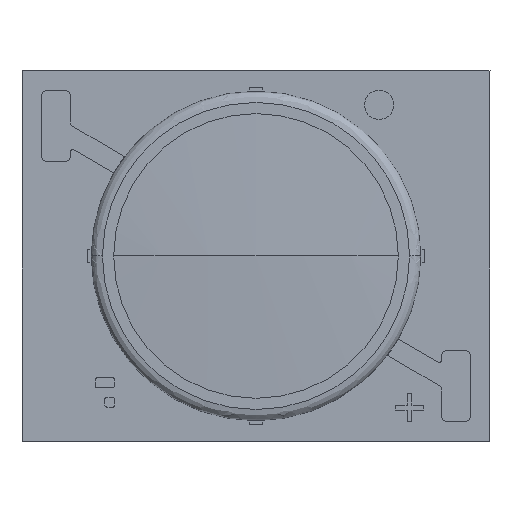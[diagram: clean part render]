
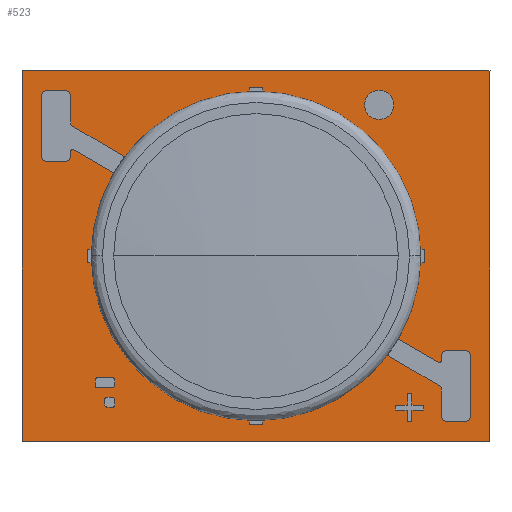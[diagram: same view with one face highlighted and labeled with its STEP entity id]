
A CAD part, top view. The second image highlights one B-rep face of the part: STEP entity #523.
In plain terms, the highlighted planar face has unit normal (0, 0, 1).
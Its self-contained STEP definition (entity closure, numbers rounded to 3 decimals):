
#52 = DIRECTION ( 'NONE',  ( 1., 0., 0. ) ) ;
#112 = FACE_OUTER_BOUND ( 'NONE', #1340, .T. ) ;
#143 = EDGE_CURVE ( 'NONE', #2519, #686, #3150, .T. ) ;
#297 = CARTESIAN_POINT ( 'NONE',  ( -12., 9.5, 1. ) ) ;
#333 = DIRECTION ( 'NONE',  ( 0., -1., 0. ) ) ;
#413 = VERTEX_POINT ( 'NONE', #1439 ) ;
#523 = ADVANCED_FACE ( 'NONE', ( #112 ), #1240, .T. ) ;
#670 = DIRECTION ( 'NONE',  ( 0., 0., 1. ) ) ;
#686 = VERTEX_POINT ( 'NONE', #297 ) ;
#702 = DIRECTION ( 'NONE',  ( 1., 0., 0. ) ) ;
#710 = VECTOR ( 'NONE', #52, 1000. ) ;
#1040 = LINE ( 'NONE', #1386, #1077 ) ;
#1077 = VECTOR ( 'NONE', #333, 1000. ) ;
#1115 = VECTOR ( 'NONE', #1279, 1000. ) ;
#1222 = EDGE_CURVE ( 'NONE', #2257, #2519, #2464, .T. ) ;
#1240 = PLANE ( 'NONE',  #2077 ) ;
#1279 = DIRECTION ( 'NONE',  ( -1., 0., 0. ) ) ;
#1292 = EDGE_CURVE ( 'NONE', #686, #413, #1040, .T. ) ;
#1332 = DIRECTION ( 'NONE',  ( 0., 1., 0. ) ) ;
#1340 = EDGE_LOOP ( 'NONE', ( #1765, #2332, #2778, #1763 ) ) ;
#1356 = EDGE_CURVE ( 'NONE', #413, #2257, #1869, .T. ) ;
#1386 = CARTESIAN_POINT ( 'NONE',  ( -12., 9.5, 1. ) ) ;
#1439 = CARTESIAN_POINT ( 'NONE',  ( -12., -9.5, 1. ) ) ;
#1624 = CARTESIAN_POINT ( 'NONE',  ( 12., -9.5, 1. ) ) ;
#1701 = VECTOR ( 'NONE', #1332, 1000. ) ;
#1763 = ORIENTED_EDGE ( 'NONE', *, *, #143, .T. ) ;
#1765 = ORIENTED_EDGE ( 'NONE', *, *, #1292, .T. ) ;
#1767 = CARTESIAN_POINT ( 'NONE',  ( 12., 9.5, 1. ) ) ;
#1775 = CARTESIAN_POINT ( 'NONE',  ( 12., 9.5, 1. ) ) ;
#1869 = LINE ( 'NONE', #2159, #710 ) ;
#2077 = AXIS2_PLACEMENT_3D ( 'NONE', #3033, #670, #702 ) ;
#2159 = CARTESIAN_POINT ( 'NONE',  ( -12., -9.5, 1. ) ) ;
#2257 = VERTEX_POINT ( 'NONE', #1624 ) ;
#2332 = ORIENTED_EDGE ( 'NONE', *, *, #1356, .T. ) ;
#2464 = LINE ( 'NONE', #3149, #1701 ) ;
#2519 = VERTEX_POINT ( 'NONE', #1775 ) ;
#2778 = ORIENTED_EDGE ( 'NONE', *, *, #1222, .T. ) ;
#3033 = CARTESIAN_POINT ( 'NONE',  ( 0., 0., 1. ) ) ;
#3149 = CARTESIAN_POINT ( 'NONE',  ( 12., -9.5, 1. ) ) ;
#3150 = LINE ( 'NONE', #1767, #1115 ) ;
